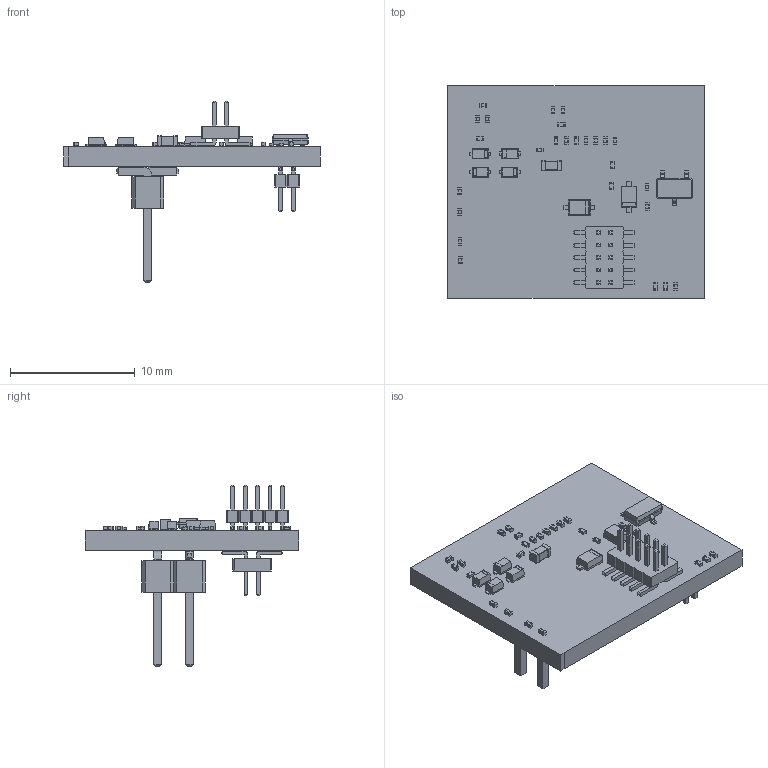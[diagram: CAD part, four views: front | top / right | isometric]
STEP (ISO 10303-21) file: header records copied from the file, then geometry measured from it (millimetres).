
FILE_DESCRIPTION(('KiCad electronic assembly'),'2;1');
FILE_NAME('trabajoProfesional.step','2020-10-13T20:09:44',('An Author'), ('A Company'),'Open CASCADE STEP processor 6.9', 'KiCad to STEP converter','Unknown');
FILE_SCHEMA(('AUTOMOTIVE_DESIGN { 1 0 10303 214 1 1 1 1 }'));
Length unit declared in the file: millimetre
Products named in the file (20): Open CASCADE STEP translator 6.9 1; PinHeader_2x05_P1.00mm_Vertical_SMD; SOLID; R_0201_0603Metric; C_0201_0603Metric; L_0603_1608Metric; D_SOD-323F; PinHeader_1x02_P2.54mm_Vertical_SMD_Pin1Left; PinHeader_2x02_P1.00mm_Vertical_SMD; TSOT-23; D_SC-80
Assembly tree (47 placements, depth 3):
  Open CASCADE STEP translator 6.9 1
    PinHeader_2x05_P1.00mm_Vertical_SMD
      SOLID
    R_0201_0603Metric  x8
      SOLID
    C_0201_0603Metric  x18
      SOLID
    L_0603_1608Metric
      SOLID
    D_SOD-323F  x2
      SOLID
    PinHeader_1x02_P2.54mm_Vertical_SMD_Pin1Left
      SOLID
    PinHeader_2x02_P1.00mm_Vertical_SMD
      SOLID
    TSOT-23
      SOLID
    D_SC-80  x4
      SOLID
    SOLID
Bounding box: 20.63 x 17.12 x 14.6 mm (x, y, z)
Volume: 641.6 mm3; surface area: 1159.1 mm2
Topology: 38 solids, 38 shells, 1390 faces, 3446 edges, 2208 vertices
Faces by surface type: plane 983, cylinder 320, bspline 87
Entity records: 42394 total; most frequent: CARTESIAN_POINT 6932, DIRECTION 5703, LINE 4137, VECTOR 4137, ORIENTED_EDGE 3012, PCURVE 3012, DEFINITIONAL_REPRESENTATION 3012, EDGE_CURVE 1506
